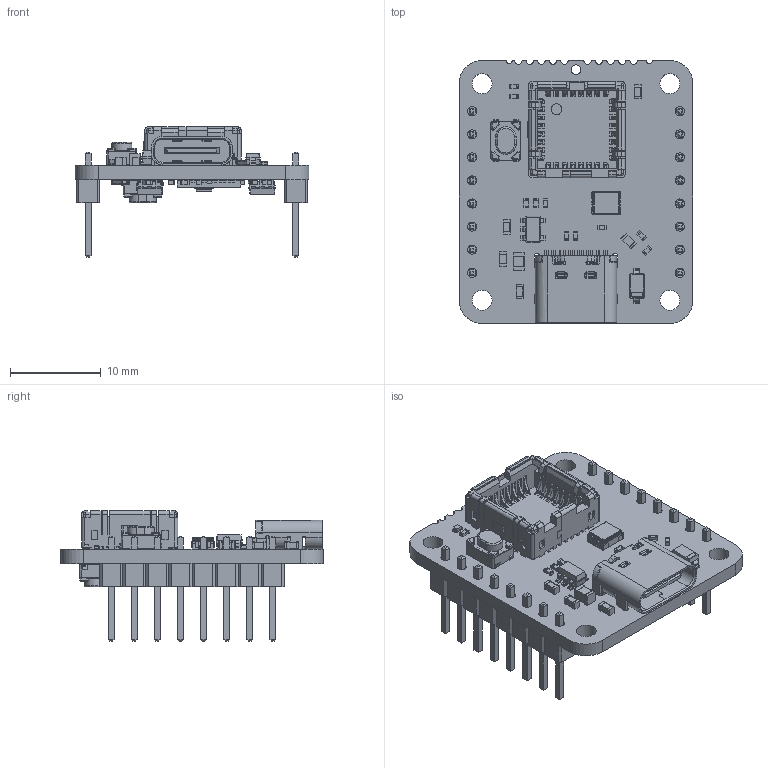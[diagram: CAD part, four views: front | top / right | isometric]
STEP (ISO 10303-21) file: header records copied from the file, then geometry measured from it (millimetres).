
FILE_DESCRIPTION(('KiCad electronic assembly'),'2;1');
FILE_NAME('PT3.step','2022-08-22T12:42:58',('Pcbnew'),('Kicad'), 'Open CASCADE STEP processor 7.5','KiCad to STEP converter','Unknown' );
FILE_SCHEMA(('AUTOMOTIVE_DESIGN { 1 0 10303 214 1 1 1 1 }'));
Length unit declared in the file: millimetre
Products named in the file (35): PT3 1; R_0402_1005Metric; SOLID; PinHeader_1x08_P2.54mm_Vertical; C_0603_1608Metric; C_0402_1005Metric; D_SOD-123; HRO_TYPE-C-31-M-12; 105028-1001; COMPOUND; PTS815SJK250; Oscillator_SMD_Fox_FT5H_5.0x3.2mm; L_0805_2012Metric; SOT-23-5; R_0603_1608Metric; LED_0402_1005Metric; QFN-48-1EP_7x7mm_P0.5mm_EP5.15x5.15mm; _autosave-PT3 PCB
Assembly tree (77 placements, depth 3):
  PT3 1
    R_0402_1005Metric  x15
      SOLID
    PinHeader_1x08_P2.54mm_Vertical  x2
      SOLID
    C_0603_1608Metric  x4
      SOLID
    C_0402_1005Metric  x18
      SOLID
    D_SOD-123
      SOLID
    HRO_TYPE-C-31-M-12
      SOLID
      SOLID
      SOLID
      SOLID
    105028-1001
      COMPOUND
    PTS815SJK250  x2
      COMPOUND
    Oscillator_SMD_Fox_FT5H_5.0x3.2mm
      COMPOUND
    L_0805_2012Metric  x2
      SOLID
    SOT-23-5  x3
      SOLID
    R_0603_1608Metric  x5
      SOLID
    LED_0402_1005Metric
      SOLID
    Oscillator_SMD_Fox_FT5H_5.0x3.2mm
      COMPOUND
    QFN-48-1EP_7x7mm_P0.5mm_EP5.15x5.15mm
      SOLID
    _autosave-PT3 PCB
Bounding box: 25.76 x 28.93 x 14.34 mm (x, y, z)
Volume: 1823.5 mm3; surface area: 4456 mm2
Topology: 74 solids, 74 shells, 4873 faces, 13599 edges, 9182 vertices
Faces by surface type: bspline 4800, cylinder 47, plane 26
Full cylindrical faces by diameter (mm): 0.65 x2, 1 x16, 1.05 x1, 2.2 x4
Entity records: 211218 total; most frequent: CARTESIAN_POINT 83582, B_SPLINE_CURVE_WITH_KNOTS 24183, ORIENTED_EDGE 17950, PCURVE 17950, DEFINITIONAL_REPRESENTATION 17950, EDGE_CURVE 8975, SURFACE_CURVE 8938, VERTEX_POINT 5798
